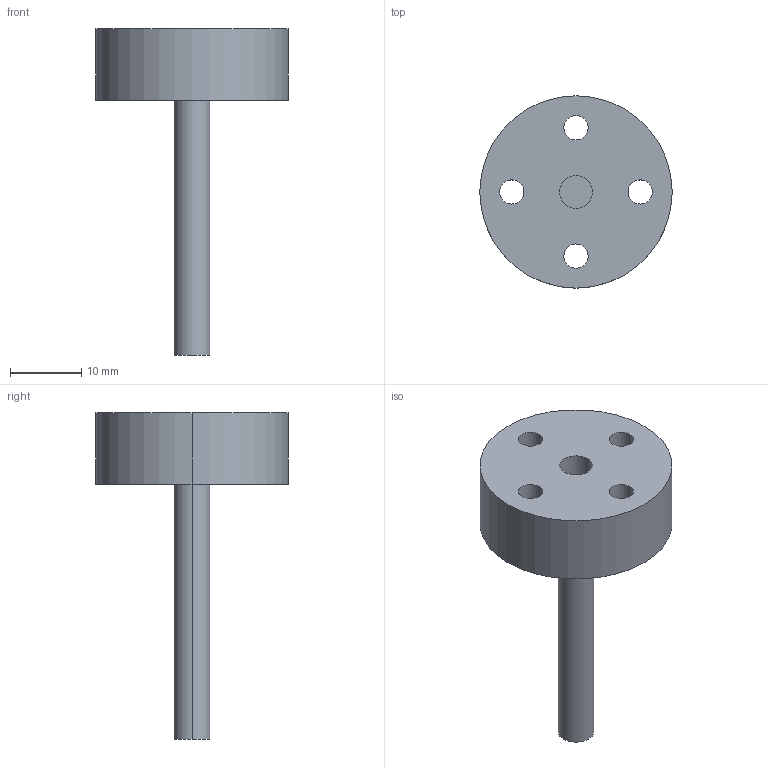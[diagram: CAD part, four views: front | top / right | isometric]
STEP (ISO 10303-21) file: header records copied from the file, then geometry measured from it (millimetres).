
FILE_DESCRIPTION (( 'STEP AP214' ), '1' );
FILE_NAME ('MirrorMotor-Shaft Joiner1.STEP', '2023-12-11T13:50:16', ( '' ), ( '' ), 'SwSTEP 2.0', 'SolidWorks 2023', '' );
FILE_SCHEMA (( 'AUTOMOTIVE_DESIGN' ));
Length unit declared in the file: millimetre
Products named in the file (1): MirrorMotor-Shaft Joiner1
Bounding box: 27 x 27 x 45.8 mm (x, y, z)
Volume: 5907.9 mm3; surface area: 2971.7 mm2
Topology: 1 solids, 1 shells, 26 faces, 58 edges, 36 vertices
Faces by surface type: cylinder 14, cone 8, plane 4
Entity records: 773 total; most frequent: DIRECTION 148, CARTESIAN_POINT 121, ORIENTED_EDGE 116, AXIS2_PLACEMENT_3D 63, EDGE_CURVE 58, EDGE_LOOP 36, CIRCLE 36, VERTEX_POINT 36
